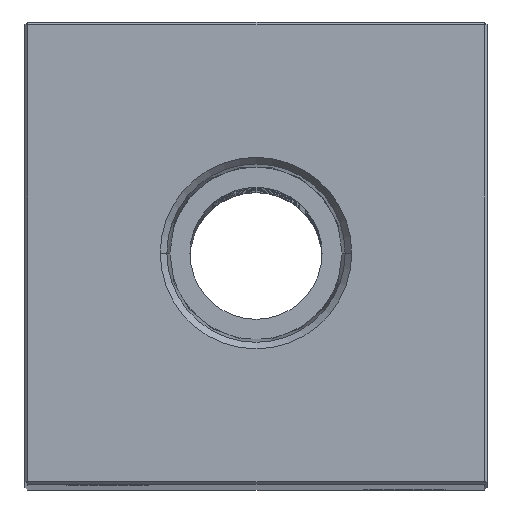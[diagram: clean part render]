
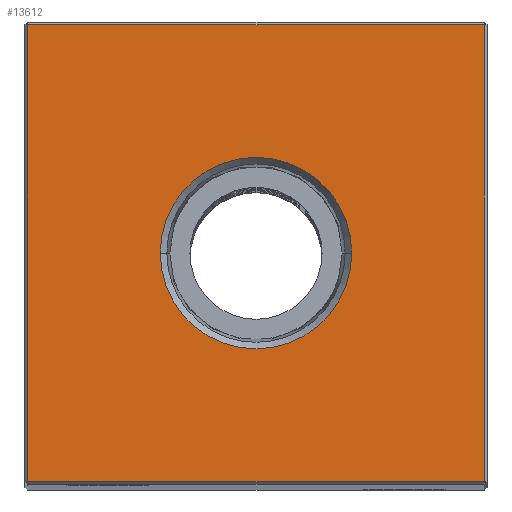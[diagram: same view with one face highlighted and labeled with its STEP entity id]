
A CAD part, top view. The second image highlights one B-rep face of the part: STEP entity #13612.
In plain terms, the highlighted planar face has unit normal (0, 0, 1).
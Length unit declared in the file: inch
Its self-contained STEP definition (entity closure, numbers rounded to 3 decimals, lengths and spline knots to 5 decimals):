
#390 = ORIENTED_EDGE ( 'NONE', *, *, #8213, .F. ) ;
#473 = ORIENTED_EDGE ( 'NONE', *, *, #5591, .F. ) ;
#1032 = CARTESIAN_POINT ( 'NONE',  ( 0.865, 0., 12.5 ) ) ;
#1360 = VECTOR ( 'NONE', #4868, 39.37008 ) ;
#1839 = EDGE_LOOP ( 'NONE', ( #390, #473 ) ) ;
#2177 = VERTEX_POINT ( 'NONE', #23396 ) ;
#3349 = DIRECTION ( 'NONE',  ( -1., 0., 0. ) ) ;
#3614 = AXIS2_PLACEMENT_3D ( 'NONE', #5582, #21646, #3349 ) ;
#4868 = DIRECTION ( 'NONE',  ( 0., 1., 0. ) ) ;
#5123 = DIRECTION ( 'NONE',  ( -1., 0., 0. ) ) ;
#5206 = AXIS2_PLACEMENT_3D ( 'NONE', #7787, #9248, #19515 ) ;
#5582 = CARTESIAN_POINT ( 'NONE',  ( 0., 0., 12.5 ) ) ;
#5591 = EDGE_CURVE ( 'NONE', #8973, #12236, #13506, .T. ) ;
#5685 = VECTOR ( 'NONE', #18477, 39.37008 ) ;
#6090 = ORIENTED_EDGE ( 'NONE', *, *, #23530, .T. ) ;
#7095 = LINE ( 'NONE', #8550, #18706 ) ;
#7334 = CARTESIAN_POINT ( 'NONE',  ( -0.865, 0.865, 12.5 ) ) ;
#7787 = CARTESIAN_POINT ( 'NONE',  ( 0., 0., 12.5 ) ) ;
#7873 = CARTESIAN_POINT ( 'NONE',  ( 0., 0., 12.5 ) ) ;
#8213 = EDGE_CURVE ( 'NONE', #12236, #8973, #16564, .T. ) ;
#8481 = ORIENTED_EDGE ( 'NONE', *, *, #9579, .T. ) ;
#8550 = CARTESIAN_POINT ( 'NONE',  ( 0., -0.865, 12.5 ) ) ;
#8973 = VERTEX_POINT ( 'NONE', #9035 ) ;
#9035 = CARTESIAN_POINT ( 'NONE',  ( -0.3626, 0., 12.5 ) ) ;
#9248 = DIRECTION ( 'NONE',  ( 0., 0., 1. ) ) ;
#9579 = EDGE_CURVE ( 'NONE', #25707, #2177, #7095, .T. ) ;
#9712 = AXIS2_PLACEMENT_3D ( 'NONE', #7873, #21448, #23797 ) ;
#10791 = LINE ( 'NONE', #1032, #1360 ) ;
#10922 = DIRECTION ( 'NONE',  ( 1., 0., 0. ) ) ;
#11420 = EDGE_CURVE ( 'NONE', #20908, #25707, #22686, .T. ) ;
#11625 = VECTOR ( 'NONE', #5123, 39.37008 ) ;
#11659 = CARTESIAN_POINT ( 'NONE',  ( -0.865, 0., 12.5 ) ) ;
#12236 = VERTEX_POINT ( 'NONE', #18781 ) ;
#12770 = CARTESIAN_POINT ( 'NONE',  ( 0., 0.865, 12.5 ) ) ;
#13366 = VERTEX_POINT ( 'NONE', #23256 ) ;
#13506 = CIRCLE ( 'NONE', #9712, 0.3626 ) ;
#13612 = ADVANCED_FACE ( 'NONE', ( #15584, #19796 ), #23604, .F. ) ;
#15052 = CARTESIAN_POINT ( 'NONE',  ( -0.865, -0.865, 12.5 ) ) ;
#15584 = FACE_OUTER_BOUND ( 'NONE', #25274, .T. ) ;
#15705 = EDGE_CURVE ( 'NONE', #2177, #13366, #10791, .T. ) ;
#16564 = CIRCLE ( 'NONE', #5206, 0.3626 ) ;
#18477 = DIRECTION ( 'NONE',  ( 0., -1., 0. ) ) ;
#18706 = VECTOR ( 'NONE', #10922, 39.37008 ) ;
#18781 = CARTESIAN_POINT ( 'NONE',  ( 0.3626, 0., 12.5 ) ) ;
#19454 = ORIENTED_EDGE ( 'NONE', *, *, #15705, .T. ) ;
#19515 = DIRECTION ( 'NONE',  ( 1., 0., 0. ) ) ;
#19796 = FACE_BOUND ( 'NONE', #1839, .T. ) ;
#20407 = ORIENTED_EDGE ( 'NONE', *, *, #11420, .T. ) ;
#20908 = VERTEX_POINT ( 'NONE', #7334 ) ;
#21448 = DIRECTION ( 'NONE',  ( 0., 0., 1. ) ) ;
#21646 = DIRECTION ( 'NONE',  ( 0., 0., -1. ) ) ;
#22686 = LINE ( 'NONE', #11659, #5685 ) ;
#23150 = LINE ( 'NONE', #12770, #11625 ) ;
#23256 = CARTESIAN_POINT ( 'NONE',  ( 0.865, 0.865, 12.5 ) ) ;
#23396 = CARTESIAN_POINT ( 'NONE',  ( 0.865, -0.865, 12.5 ) ) ;
#23530 = EDGE_CURVE ( 'NONE', #13366, #20908, #23150, .T. ) ;
#23604 = PLANE ( 'NONE',  #3614 ) ;
#23797 = DIRECTION ( 'NONE',  ( 1., 0., 0. ) ) ;
#25274 = EDGE_LOOP ( 'NONE', ( #20407, #8481, #19454, #6090 ) ) ;
#25707 = VERTEX_POINT ( 'NONE', #15052 ) ;
